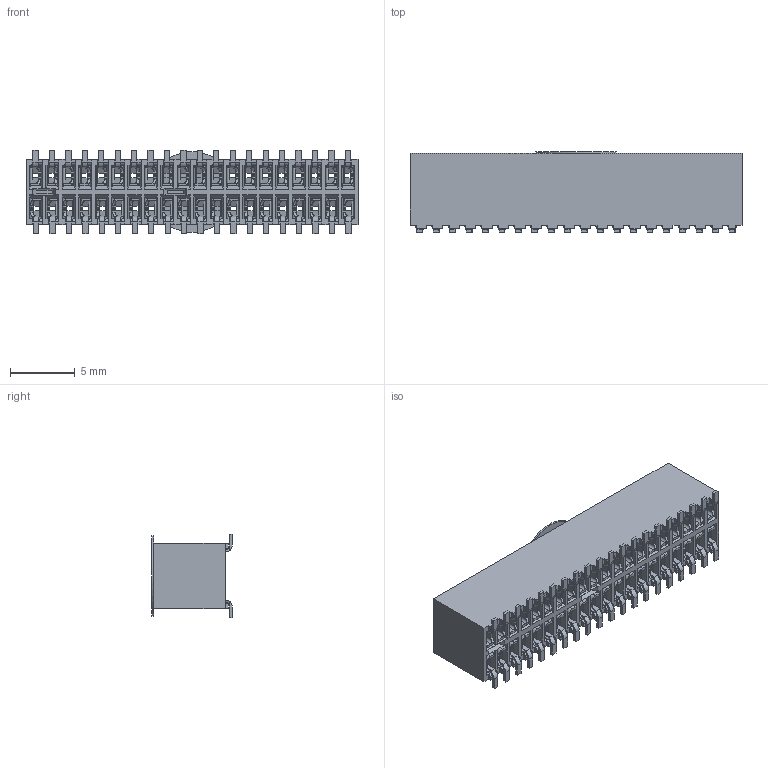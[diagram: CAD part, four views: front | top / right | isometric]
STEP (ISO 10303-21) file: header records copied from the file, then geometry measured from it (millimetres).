
FILE_DESCRIPTION (( 'STEP AP203' ), '1' );
FILE_NAME ('RSM-120-02-X-D-K.step', '2002-09-18T19:15:57', ( 'Chad Faith' ), ( 'Samtec' ), 'SwSTEP 2.0', 'SolidWorks 2002217', '' );
FILE_SCHEMA (( 'CONFIG_CONTROL_DESIGN' ));
Length unit declared in the file: inch
Products named in the file (4): RSM-120-02-X-D-K; RSM-XX-D; C-64-XX-X_-02-X-B; K-XXX-XXX_6.25mm(.246)
Assembly tree (42 placements, depth 2):
  RSM-120-02-X-D-K
    C-64-XX-X_-02-X-B  x40
    K-XXX-XXX_6.25mm(.246)
    RSM-XX-D
Bounding box: 25.65 x 6.2 x 6.46 mm (x, y, z)
Volume: 523.9 mm3; surface area: 2466.3 mm2
Topology: 42 solids, 42 shells, 3034 faces, 8084 edges, 5134 vertices
Faces by surface type: plane 2632, cylinder 402
Entity records: 27748 total; most frequent: CARTESIAN_POINT 4627, ORIENTED_EDGE 4546, DIRECTION 4230, EDGE_CURVE 2273, VECTOR 2164, LINE 2164, VERTEX_POINT 1390, AXIS2_PLACEMENT_3D 1033
